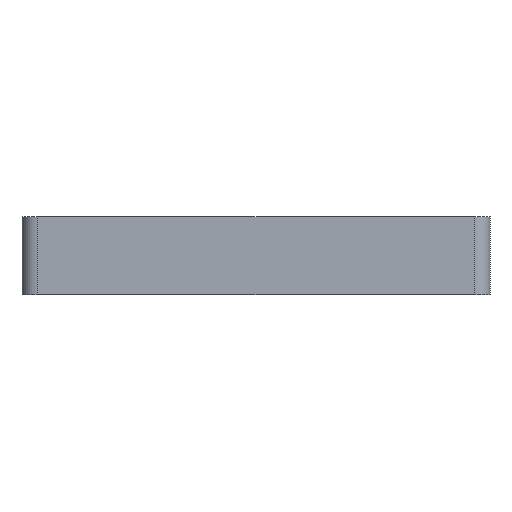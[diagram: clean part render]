
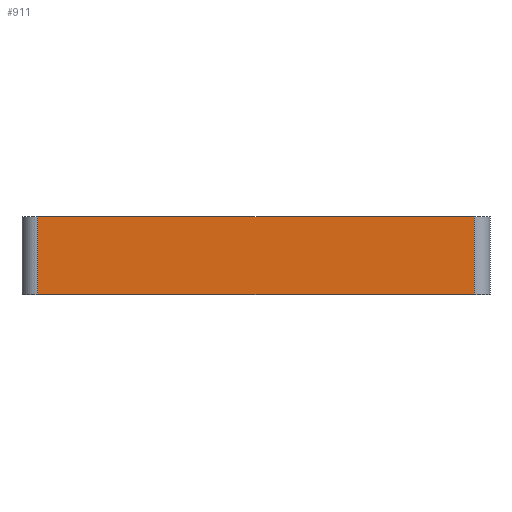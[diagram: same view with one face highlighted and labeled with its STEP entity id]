
A CAD part, front view. The second image highlights one B-rep face of the part: STEP entity #911.
In plain terms, the highlighted planar face has unit normal (0, -1, 0).
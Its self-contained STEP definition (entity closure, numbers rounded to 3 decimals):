
#44 = PLANE('',#45);
#45 = AXIS2_PLACEMENT_3D('',#46,#47,#48);
#46 = CARTESIAN_POINT('',(-30.,-40.,5.));
#47 = DIRECTION('',(0.,0.,1.));
#48 = DIRECTION('',(1.,0.,0.));
#72 = CYLINDRICAL_SURFACE('',#73,2.);
#73 = AXIS2_PLACEMENT_3D('',#74,#75,#76);
#74 = CARTESIAN_POINT('',(-28.,-38.,-5.));
#75 = DIRECTION('',(0.,0.,1.));
#76 = DIRECTION('',(-1.,-0.,0.));
#100 = PLANE('',#101);
#101 = AXIS2_PLACEMENT_3D('',#102,#103,#104);
#102 = CARTESIAN_POINT('',(-30.,-40.,-5.));
#103 = DIRECTION('',(0.,0.,1.));
#104 = DIRECTION('',(1.,0.,0.));
#143 = VERTEX_POINT('',#144);
#144 = CARTESIAN_POINT('',(-28.,-40.,5.));
#166 = EDGE_CURVE('',#143,#167,#169,.T.);
#167 = VERTEX_POINT('',#168);
#168 = CARTESIAN_POINT('',(28.,-40.,5.));
#169 = SURFACE_CURVE('',#170,(#174,#181),.PCURVE_S1.);
#170 = LINE('',#171,#172);
#171 = CARTESIAN_POINT('',(-30.,-40.,5.));
#172 = VECTOR('',#173,1.);
#173 = DIRECTION('',(1.,0.,0.));
#174 = PCURVE('',#44,#175);
#175 = DEFINITIONAL_REPRESENTATION('',(#176),#180);
#176 = LINE('',#177,#178);
#177 = CARTESIAN_POINT('',(0.,0.));
#178 = VECTOR('',#179,1.);
#179 = DIRECTION('',(1.,0.));
#180 = ( GEOMETRIC_REPRESENTATION_CONTEXT(2) 
PARAMETRIC_REPRESENTATION_CONTEXT() REPRESENTATION_CONTEXT('2D SPACE',''
  ) );
#181 = PCURVE('',#182,#187);
#182 = PLANE('',#183);
#183 = AXIS2_PLACEMENT_3D('',#184,#185,#186);
#184 = CARTESIAN_POINT('',(-30.,-40.,-5.));
#185 = DIRECTION('',(0.,1.,0.));
#186 = DIRECTION('',(0.,0.,1.));
#187 = DEFINITIONAL_REPRESENTATION('',(#188),#192);
#188 = LINE('',#189,#190);
#189 = CARTESIAN_POINT('',(10.,0.));
#190 = VECTOR('',#191,1.);
#191 = DIRECTION('',(0.,1.));
#192 = ( GEOMETRIC_REPRESENTATION_CONTEXT(2) 
PARAMETRIC_REPRESENTATION_CONTEXT() REPRESENTATION_CONTEXT('2D SPACE',''
  ) );
#211 = CYLINDRICAL_SURFACE('',#212,2.);
#212 = AXIS2_PLACEMENT_3D('',#213,#214,#215);
#213 = CARTESIAN_POINT('',(28.,-38.,-5.));
#214 = DIRECTION('',(0.,0.,1.));
#215 = DIRECTION('',(0.,-1.,0.));
#517 = VERTEX_POINT('',#518);
#518 = CARTESIAN_POINT('',(-28.,-40.,-5.));
#540 = EDGE_CURVE('',#517,#143,#541,.T.);
#541 = SURFACE_CURVE('',#542,(#546,#553),.PCURVE_S1.);
#542 = LINE('',#543,#544);
#543 = CARTESIAN_POINT('',(-28.,-40.,-5.));
#544 = VECTOR('',#545,1.);
#545 = DIRECTION('',(0.,0.,1.));
#546 = PCURVE('',#72,#547);
#547 = DEFINITIONAL_REPRESENTATION('',(#548),#552);
#548 = LINE('',#549,#550);
#549 = CARTESIAN_POINT('',(1.571,0.));
#550 = VECTOR('',#551,1.);
#551 = DIRECTION('',(0.,1.));
#552 = ( GEOMETRIC_REPRESENTATION_CONTEXT(2) 
PARAMETRIC_REPRESENTATION_CONTEXT() REPRESENTATION_CONTEXT('2D SPACE',''
  ) );
#553 = PCURVE('',#182,#554);
#554 = DEFINITIONAL_REPRESENTATION('',(#555),#559);
#555 = LINE('',#556,#557);
#556 = CARTESIAN_POINT('',(0.,2.));
#557 = VECTOR('',#558,1.);
#558 = DIRECTION('',(1.,0.));
#559 = ( GEOMETRIC_REPRESENTATION_CONTEXT(2) 
PARAMETRIC_REPRESENTATION_CONTEXT() REPRESENTATION_CONTEXT('2D SPACE',''
  ) );
#622 = EDGE_CURVE('',#517,#623,#625,.T.);
#623 = VERTEX_POINT('',#624);
#624 = CARTESIAN_POINT('',(28.,-40.,-5.));
#625 = SURFACE_CURVE('',#626,(#630,#637),.PCURVE_S1.);
#626 = LINE('',#627,#628);
#627 = CARTESIAN_POINT('',(-30.,-40.,-5.));
#628 = VECTOR('',#629,1.);
#629 = DIRECTION('',(1.,0.,0.));
#630 = PCURVE('',#100,#631);
#631 = DEFINITIONAL_REPRESENTATION('',(#632),#636);
#632 = LINE('',#633,#634);
#633 = CARTESIAN_POINT('',(0.,0.));
#634 = VECTOR('',#635,1.);
#635 = DIRECTION('',(1.,0.));
#636 = ( GEOMETRIC_REPRESENTATION_CONTEXT(2) 
PARAMETRIC_REPRESENTATION_CONTEXT() REPRESENTATION_CONTEXT('2D SPACE',''
  ) );
#637 = PCURVE('',#182,#638);
#638 = DEFINITIONAL_REPRESENTATION('',(#639),#643);
#639 = LINE('',#640,#641);
#640 = CARTESIAN_POINT('',(0.,0.));
#641 = VECTOR('',#642,1.);
#642 = DIRECTION('',(0.,1.));
#643 = ( GEOMETRIC_REPRESENTATION_CONTEXT(2) 
PARAMETRIC_REPRESENTATION_CONTEXT() REPRESENTATION_CONTEXT('2D SPACE',''
  ) );
#911 = ADVANCED_FACE('',(#912),#182,.F.);
#912 = FACE_BOUND('',#913,.F.);
#913 = EDGE_LOOP('',(#914,#915,#916,#917));
#914 = ORIENTED_EDGE('',*,*,#622,.F.);
#915 = ORIENTED_EDGE('',*,*,#540,.T.);
#916 = ORIENTED_EDGE('',*,*,#166,.T.);
#917 = ORIENTED_EDGE('',*,*,#918,.F.);
#918 = EDGE_CURVE('',#623,#167,#919,.T.);
#919 = SURFACE_CURVE('',#920,(#924,#931),.PCURVE_S1.);
#920 = LINE('',#921,#922);
#921 = CARTESIAN_POINT('',(28.,-40.,-5.));
#922 = VECTOR('',#923,1.);
#923 = DIRECTION('',(0.,0.,1.));
#924 = PCURVE('',#182,#925);
#925 = DEFINITIONAL_REPRESENTATION('',(#926),#930);
#926 = LINE('',#927,#928);
#927 = CARTESIAN_POINT('',(0.,58.));
#928 = VECTOR('',#929,1.);
#929 = DIRECTION('',(1.,0.));
#930 = ( GEOMETRIC_REPRESENTATION_CONTEXT(2) 
PARAMETRIC_REPRESENTATION_CONTEXT() REPRESENTATION_CONTEXT('2D SPACE',''
  ) );
#931 = PCURVE('',#211,#932);
#932 = DEFINITIONAL_REPRESENTATION('',(#933),#937);
#933 = LINE('',#934,#935);
#934 = CARTESIAN_POINT('',(0.,0.));
#935 = VECTOR('',#936,1.);
#936 = DIRECTION('',(0.,1.));
#937 = ( GEOMETRIC_REPRESENTATION_CONTEXT(2) 
PARAMETRIC_REPRESENTATION_CONTEXT() REPRESENTATION_CONTEXT('2D SPACE',''
  ) );
